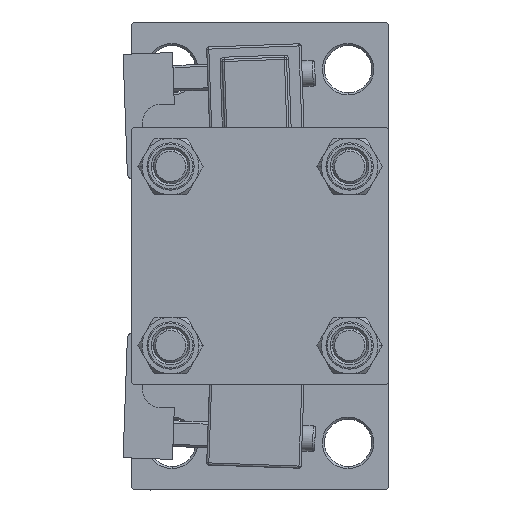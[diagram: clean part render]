
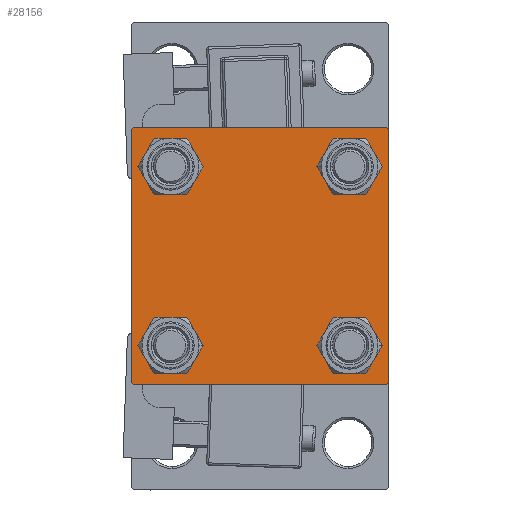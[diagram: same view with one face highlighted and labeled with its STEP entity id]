
A CAD part, left-side view. The second image highlights one B-rep face of the part: STEP entity #28156.
In plain terms, the highlighted planar face has unit normal (-1, 0, 0).
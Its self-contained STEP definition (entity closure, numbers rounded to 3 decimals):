
#247 = VERTEX_POINT ( 'NONE', #14478 ) ;
#376 = ORIENTED_EDGE ( 'NONE', *, *, #48547, .T. ) ;
#1677 = LINE ( 'NONE', #3155, #3629 ) ;
#2147 = EDGE_CURVE ( 'NONE', #12084, #4017, #43504, .T. ) ;
#2253 = CARTESIAN_POINT ( 'NONE',  ( 0., -20.85, 25.35 ) ) ;
#2330 = FACE_BOUND ( 'NONE', #48241, .T. ) ;
#3155 = CARTESIAN_POINT ( 'NONE',  ( 0., 30., 30. ) ) ;
#3629 = VECTOR ( 'NONE', #49501, 1000. ) ;
#3635 = VECTOR ( 'NONE', #51106, 1000. ) ;
#3779 = CARTESIAN_POINT ( 'NONE',  ( 0., -30., 30. ) ) ;
#3997 = VERTEX_POINT ( 'NONE', #37608 ) ;
#4017 = VERTEX_POINT ( 'NONE', #2253 ) ;
#5243 = AXIS2_PLACEMENT_3D ( 'NONE', #36956, #5486, #13791 ) ;
#5384 = EDGE_CURVE ( 'NONE', #41761, #9736, #39921, .T. ) ;
#5486 = DIRECTION ( 'NONE',  ( 1., 0., 0. ) ) ;
#5498 = CARTESIAN_POINT ( 'NONE',  ( 0., 20.85, 16.35 ) ) ;
#5576 = ORIENTED_EDGE ( 'NONE', *, *, #33962, .T. ) ;
#6117 = LINE ( 'NONE', #25866, #37075 ) ;
#6214 = FACE_BOUND ( 'NONE', #8898, .T. ) ;
#6351 = VERTEX_POINT ( 'NONE', #13883 ) ;
#7068 = EDGE_CURVE ( 'NONE', #46255, #6351, #35179, .T. ) ;
#7393 = LINE ( 'NONE', #3779, #37374 ) ;
#8507 = VERTEX_POINT ( 'NONE', #30774 ) ;
#8898 = EDGE_LOOP ( 'NONE', ( #46097, #40975 ) ) ;
#9053 = DIRECTION ( 'NONE',  ( 1., 0., 0. ) ) ;
#9405 = ORIENTED_EDGE ( 'NONE', *, *, #27464, .T. ) ;
#9444 = VERTEX_POINT ( 'NONE', #12056 ) ;
#9736 = VERTEX_POINT ( 'NONE', #31495 ) ;
#10101 = CIRCLE ( 'NONE', #10920, 4.5 ) ;
#10270 = VERTEX_POINT ( 'NONE', #40650 ) ;
#10364 = PLANE ( 'NONE',  #12502 ) ;
#10415 = VERTEX_POINT ( 'NONE', #49982 ) ;
#10920 = AXIS2_PLACEMENT_3D ( 'NONE', #26790, #15604, #31474 ) ;
#11415 = EDGE_CURVE ( 'NONE', #247, #10270, #6117, .T. ) ;
#11664 = LINE ( 'NONE', #27523, #16351 ) ;
#11705 = VECTOR ( 'NONE', #18986, 1000. ) ;
#11800 = ORIENTED_EDGE ( 'NONE', *, *, #44012, .T. ) ;
#12056 = CARTESIAN_POINT ( 'NONE',  ( 0., 20.85, 25.35 ) ) ;
#12084 = VERTEX_POINT ( 'NONE', #24617 ) ;
#12502 = AXIS2_PLACEMENT_3D ( 'NONE', #30654, #34563, #33526 ) ;
#12734 = VERTEX_POINT ( 'NONE', #5498 ) ;
#13379 = CIRCLE ( 'NONE', #45754, 4.5 ) ;
#13791 = DIRECTION ( 'NONE',  ( 0., 0., 1. ) ) ;
#13883 = CARTESIAN_POINT ( 'NONE',  ( 0., 20.85, -25.35 ) ) ;
#14478 = CARTESIAN_POINT ( 'NONE',  ( 0., 30., -29.5 ) ) ;
#14699 = CARTESIAN_POINT ( 'NONE',  ( 0., -30., 29.5 ) ) ;
#15604 = DIRECTION ( 'NONE',  ( 1., 0., 0. ) ) ;
#16351 = VECTOR ( 'NONE', #43394, 1000. ) ;
#16818 = ORIENTED_EDGE ( 'NONE', *, *, #27267, .F. ) ;
#16839 = DIRECTION ( 'NONE',  ( 0., 0., 1. ) ) ;
#17635 = FACE_BOUND ( 'NONE', #49827, .T. ) ;
#17895 = FACE_BOUND ( 'NONE', #39082, .T. ) ;
#17900 = EDGE_CURVE ( 'NONE', #41135, #8507, #11664, .T. ) ;
#18230 = CIRCLE ( 'NONE', #43981, 4.5 ) ;
#18986 = DIRECTION ( 'NONE',  ( 0., -0.707, 0.707 ) ) ;
#19400 = EDGE_CURVE ( 'NONE', #10270, #10415, #33687, .T. ) ;
#19504 = LINE ( 'NONE', #19763, #11705 ) ;
#19676 = DIRECTION ( 'NONE',  ( 1., 0., 0. ) ) ;
#19763 = CARTESIAN_POINT ( 'NONE',  ( 0., -29.75, -29.75 ) ) ;
#21091 = EDGE_CURVE ( 'NONE', #4017, #12084, #35474, .T. ) ;
#21540 = FACE_OUTER_BOUND ( 'NONE', #30798, .T. ) ;
#21746 = EDGE_CURVE ( 'NONE', #41135, #9736, #25218, .T. ) ;
#21973 = DIRECTION ( 'NONE',  ( 0., -0.707, -0.707 ) ) ;
#22227 = CARTESIAN_POINT ( 'NONE',  ( 0., 30., -30. ) ) ;
#22935 = CARTESIAN_POINT ( 'NONE',  ( 0., -20.85, -25.35 ) ) ;
#23165 = CARTESIAN_POINT ( 'NONE',  ( 0., 20.85, -20.85 ) ) ;
#24617 = CARTESIAN_POINT ( 'NONE',  ( 0., -20.85, 16.35 ) ) ;
#25218 = LINE ( 'NONE', #33290, #48778 ) ;
#25437 = ORIENTED_EDGE ( 'NONE', *, *, #17900, .T. ) ;
#25866 = CARTESIAN_POINT ( 'NONE',  ( 0., 29.75, -29.75 ) ) ;
#26046 = EDGE_CURVE ( 'NONE', #9444, #12734, #18230, .T. ) ;
#26247 = CARTESIAN_POINT ( 'NONE',  ( 0., 29.5, 30. ) ) ;
#26308 = AXIS2_PLACEMENT_3D ( 'NONE', #28565, #9053, #32227 ) ;
#26561 = CIRCLE ( 'NONE', #34065, 4.5 ) ;
#26790 = CARTESIAN_POINT ( 'NONE',  ( 0., -20.85, -20.85 ) ) ;
#27267 = EDGE_CURVE ( 'NONE', #41761, #3997, #7393, .T. ) ;
#27464 = EDGE_CURVE ( 'NONE', #12734, #9444, #26561, .T. ) ;
#27523 = CARTESIAN_POINT ( 'NONE',  ( 0., 29.75, 29.75 ) ) ;
#27846 = DIRECTION ( 'NONE',  ( 1., 0., 0. ) ) ;
#28156 = ADVANCED_FACE ( 'NONE', ( #6214, #2330, #17635, #17895, #21540 ), #10364, .T. ) ;
#28346 = CARTESIAN_POINT ( 'NONE',  ( 0., 20.85, 20.85 ) ) ;
#28565 = CARTESIAN_POINT ( 'NONE',  ( 0., -20.85, 20.85 ) ) ;
#28751 = CARTESIAN_POINT ( 'NONE',  ( 0., -20.85, 20.85 ) ) ;
#29078 = EDGE_CURVE ( 'NONE', #45940, #47535, #35799, .T. ) ;
#29565 = CARTESIAN_POINT ( 'NONE',  ( 0., 20.85, 20.85 ) ) ;
#30654 = CARTESIAN_POINT ( 'NONE',  ( 0., 0., 0. ) ) ;
#30774 = CARTESIAN_POINT ( 'NONE',  ( 0., 30., 29.5 ) ) ;
#30797 = AXIS2_PLACEMENT_3D ( 'NONE', #32512, #48371, #37437 ) ;
#30798 = EDGE_LOOP ( 'NONE', ( #376, #37808, #50671, #51380, #16818, #31613, #38779, #25437 ) ) ;
#31474 = DIRECTION ( 'NONE',  ( 0., 0., 1. ) ) ;
#31495 = CARTESIAN_POINT ( 'NONE',  ( 0., -29.5, 30. ) ) ;
#31613 = ORIENTED_EDGE ( 'NONE', *, *, #5384, .T. ) ;
#32227 = DIRECTION ( 'NONE',  ( 0., 0., 1. ) ) ;
#32512 = CARTESIAN_POINT ( 'NONE',  ( 0., -20.85, -20.85 ) ) ;
#33290 = CARTESIAN_POINT ( 'NONE',  ( 0., 30., 30. ) ) ;
#33526 = DIRECTION ( 'NONE',  ( 0., 0., 1. ) ) ;
#33687 = LINE ( 'NONE', #22227, #46224 ) ;
#33962 = EDGE_CURVE ( 'NONE', #47535, #45940, #10101, .T. ) ;
#34065 = AXIS2_PLACEMENT_3D ( 'NONE', #28346, #27846, #51265 ) ;
#34563 = DIRECTION ( 'NONE',  ( -1., 0., 0. ) ) ;
#35179 = CIRCLE ( 'NONE', #5243, 4.5 ) ;
#35474 = CIRCLE ( 'NONE', #26308, 4.5 ) ;
#35700 = CARTESIAN_POINT ( 'NONE',  ( 0., -20.85, -16.35 ) ) ;
#35799 = CIRCLE ( 'NONE', #30797, 4.5 ) ;
#36807 = ORIENTED_EDGE ( 'NONE', *, *, #29078, .T. ) ;
#36956 = CARTESIAN_POINT ( 'NONE',  ( 0., 20.85, -20.85 ) ) ;
#37075 = VECTOR ( 'NONE', #21973, 1000. ) ;
#37374 = VECTOR ( 'NONE', #47191, 1000. ) ;
#37437 = DIRECTION ( 'NONE',  ( 0., 0., 1. ) ) ;
#37608 = CARTESIAN_POINT ( 'NONE',  ( 0., -30., -29.5 ) ) ;
#37808 = ORIENTED_EDGE ( 'NONE', *, *, #11415, .T. ) ;
#38779 = ORIENTED_EDGE ( 'NONE', *, *, #21746, .F. ) ;
#39032 = DIRECTION ( 'NONE',  ( 1., 0., 0. ) ) ;
#39082 = EDGE_LOOP ( 'NONE', ( #49530, #9405 ) ) ;
#39158 = ORIENTED_EDGE ( 'NONE', *, *, #7068, .T. ) ;
#39668 = CARTESIAN_POINT ( 'NONE',  ( 0., -29.75, 29.75 ) ) ;
#39921 = LINE ( 'NONE', #39668, #3635 ) ;
#40650 = CARTESIAN_POINT ( 'NONE',  ( 0., 29.5, -30. ) ) ;
#40975 = ORIENTED_EDGE ( 'NONE', *, *, #2147, .T. ) ;
#41135 = VERTEX_POINT ( 'NONE', #26247 ) ;
#41761 = VERTEX_POINT ( 'NONE', #14699 ) ;
#42388 = CARTESIAN_POINT ( 'NONE',  ( 0., 20.85, -16.35 ) ) ;
#43190 = DIRECTION ( 'NONE',  ( 0., 0., 1. ) ) ;
#43302 = EDGE_CURVE ( 'NONE', #10415, #3997, #19504, .T. ) ;
#43394 = DIRECTION ( 'NONE',  ( 0., 0.707, -0.707 ) ) ;
#43504 = CIRCLE ( 'NONE', #48518, 4.5 ) ;
#43981 = AXIS2_PLACEMENT_3D ( 'NONE', #29565, #48586, #16839 ) ;
#44012 = EDGE_CURVE ( 'NONE', #6351, #46255, #13379, .T. ) ;
#44636 = DIRECTION ( 'NONE',  ( 0., 0., 1. ) ) ;
#45754 = AXIS2_PLACEMENT_3D ( 'NONE', #23165, #39032, #43190 ) ;
#45940 = VERTEX_POINT ( 'NONE', #22935 ) ;
#46097 = ORIENTED_EDGE ( 'NONE', *, *, #21091, .T. ) ;
#46224 = VECTOR ( 'NONE', #50052, 1000. ) ;
#46255 = VERTEX_POINT ( 'NONE', #42388 ) ;
#47191 = DIRECTION ( 'NONE',  ( 0., 0., -1. ) ) ;
#47535 = VERTEX_POINT ( 'NONE', #35700 ) ;
#48241 = EDGE_LOOP ( 'NONE', ( #5576, #36807 ) ) ;
#48371 = DIRECTION ( 'NONE',  ( 1., 0., 0. ) ) ;
#48518 = AXIS2_PLACEMENT_3D ( 'NONE', #28751, #19676, #44636 ) ;
#48547 = EDGE_CURVE ( 'NONE', #8507, #247, #1677, .T. ) ;
#48586 = DIRECTION ( 'NONE',  ( 1., 0., 0. ) ) ;
#48778 = VECTOR ( 'NONE', #49141, 1000. ) ;
#49141 = DIRECTION ( 'NONE',  ( 0., -1., 0. ) ) ;
#49501 = DIRECTION ( 'NONE',  ( 0., 0., -1. ) ) ;
#49530 = ORIENTED_EDGE ( 'NONE', *, *, #26046, .T. ) ;
#49827 = EDGE_LOOP ( 'NONE', ( #39158, #11800 ) ) ;
#49982 = CARTESIAN_POINT ( 'NONE',  ( 0., -29.5, -30. ) ) ;
#50052 = DIRECTION ( 'NONE',  ( 0., -1., 0. ) ) ;
#50671 = ORIENTED_EDGE ( 'NONE', *, *, #19400, .T. ) ;
#51106 = DIRECTION ( 'NONE',  ( 0., 0.707, 0.707 ) ) ;
#51265 = DIRECTION ( 'NONE',  ( 0., 0., 1. ) ) ;
#51380 = ORIENTED_EDGE ( 'NONE', *, *, #43302, .T. ) ;
